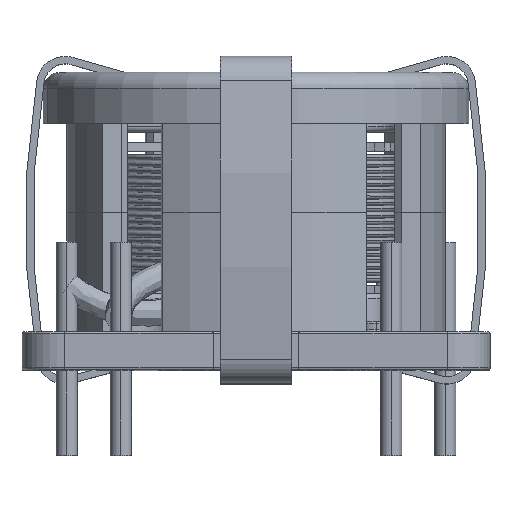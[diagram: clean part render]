
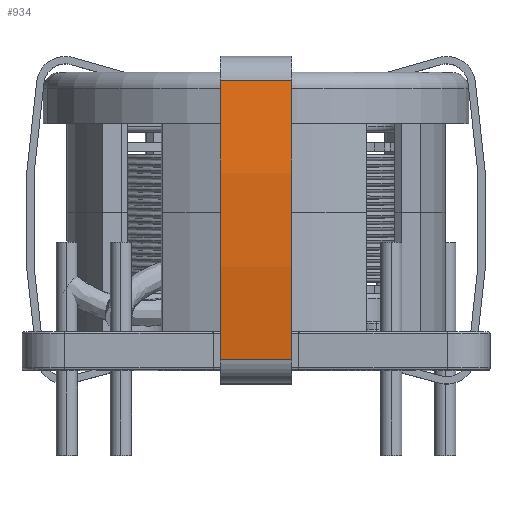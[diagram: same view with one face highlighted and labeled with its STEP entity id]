
A CAD part, top view. The second image highlights one B-rep face of the part: STEP entity #934.
In plain terms, the highlighted cylindrical face has radius 40.35 mm (diameter 80.7 mm), a partial arc.
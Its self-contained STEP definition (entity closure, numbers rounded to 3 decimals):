
#184 = DIRECTION ( 'NONE',  ( 0., 0., -1. ) ) ;
#279 = AXIS2_PLACEMENT_3D ( 'NONE', #12106, #16163, #21935 ) ;
#324 = LINE ( 'NONE', #12851, #2244 ) ;
#814 = DIRECTION ( 'NONE',  ( 0., 0., 1. ) ) ;
#934 = ADVANCED_FACE ( 'NONE', ( #7064 ), #1403, .T. ) ;
#1403 = CYLINDRICAL_SURFACE ( 'NONE', #279, 40.35 ) ;
#2244 = VECTOR ( 'NONE', #24175, 1000. ) ;
#2475 = EDGE_CURVE ( 'NONE', #15003, #8836, #3850, .T. ) ;
#3661 = CIRCLE ( 'NONE', #16248, 40.35 ) ;
#3850 = LINE ( 'NONE', #17028, #13373 ) ;
#5180 = CIRCLE ( 'NONE', #13840, 40.35 ) ;
#5455 = EDGE_LOOP ( 'NONE', ( #6411, #9665, #19020, #20521 ) ) ;
#5733 = CARTESIAN_POINT ( 'NONE',  ( 0., -38., 0. ) ) ;
#6411 = ORIENTED_EDGE ( 'NONE', *, *, #23007, .T. ) ;
#6540 = VERTEX_POINT ( 'NONE', #7065 ) ;
#7064 = FACE_OUTER_BOUND ( 'NONE', #5455, .T. ) ;
#7065 = CARTESIAN_POINT ( 'NONE',  ( 6.57, 1.812, 0. ) ) ;
#7691 = DIRECTION ( 'NONE',  ( 1., 0., 0. ) ) ;
#8671 = CARTESIAN_POINT ( 'NONE',  ( -6.57, 1.812, 3.35 ) ) ;
#8836 = VERTEX_POINT ( 'NONE', #13863 ) ;
#8844 = EDGE_CURVE ( 'NONE', #21746, #15003, #3661, .T. ) ;
#9665 = ORIENTED_EDGE ( 'NONE', *, *, #2475, .F. ) ;
#9786 = DIRECTION ( 'NONE',  ( 0., 0., 1. ) ) ;
#10530 = CARTESIAN_POINT ( 'NONE',  ( 6.57, 1.812, 3.35 ) ) ;
#11731 = EDGE_CURVE ( 'NONE', #21746, #6540, #324, .T. ) ;
#11754 = DIRECTION ( 'NONE',  ( 1., 0., 0. ) ) ;
#12106 = CARTESIAN_POINT ( 'NONE',  ( 0., -38., 3.35 ) ) ;
#12851 = CARTESIAN_POINT ( 'NONE',  ( 6.57, 1.812, 3.35 ) ) ;
#13373 = VECTOR ( 'NONE', #184, 1000. ) ;
#13840 = AXIS2_PLACEMENT_3D ( 'NONE', #5733, #9786, #7691 ) ;
#13863 = CARTESIAN_POINT ( 'NONE',  ( -6.57, 1.812, 0. ) ) ;
#15003 = VERTEX_POINT ( 'NONE', #8671 ) ;
#15712 = CARTESIAN_POINT ( 'NONE',  ( 0., -38., 3.35 ) ) ;
#16163 = DIRECTION ( 'NONE',  ( 0., 0., -1. ) ) ;
#16248 = AXIS2_PLACEMENT_3D ( 'NONE', #15712, #814, #11754 ) ;
#17028 = CARTESIAN_POINT ( 'NONE',  ( -6.57, 1.812, 3.35 ) ) ;
#19020 = ORIENTED_EDGE ( 'NONE', *, *, #8844, .F. ) ;
#20521 = ORIENTED_EDGE ( 'NONE', *, *, #11731, .T. ) ;
#21746 = VERTEX_POINT ( 'NONE', #10530 ) ;
#21935 = DIRECTION ( 'NONE',  ( -1., 0., 0. ) ) ;
#23007 = EDGE_CURVE ( 'NONE', #6540, #8836, #5180, .T. ) ;
#24175 = DIRECTION ( 'NONE',  ( 0., 0., -1. ) ) ;
